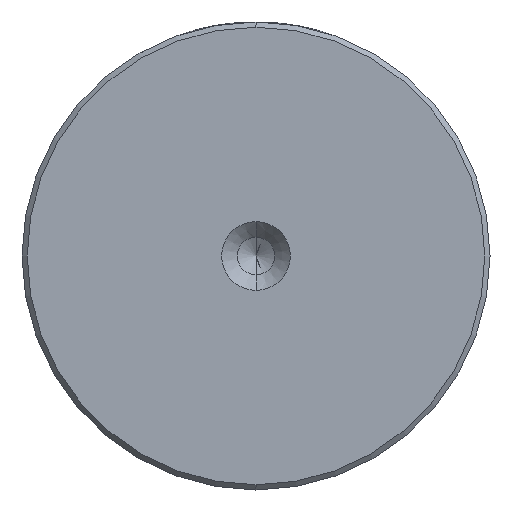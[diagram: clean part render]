
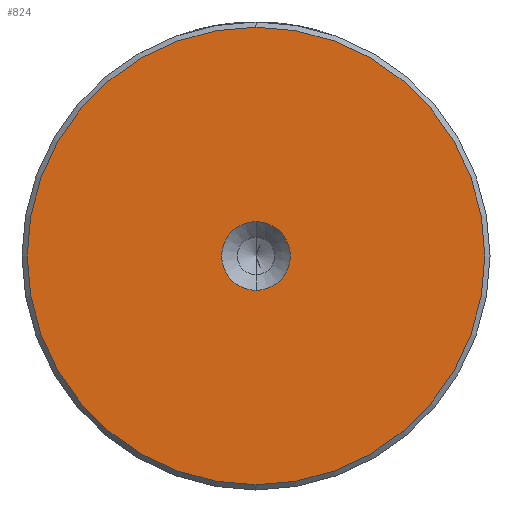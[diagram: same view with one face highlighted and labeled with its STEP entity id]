
A CAD part, left-side view. The second image highlights one B-rep face of the part: STEP entity #824.
In plain terms, the highlighted planar face has unit normal (-1, 0, 0).
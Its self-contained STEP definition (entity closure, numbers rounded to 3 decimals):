
#10 = VERTEX_POINT ( 'NONE', #723 ) ;
#38 = CARTESIAN_POINT ( 'NONE',  ( 0., 0., 0. ) ) ;
#238 = CARTESIAN_POINT ( 'NONE',  ( 0., 0., -22. ) ) ;
#265 = DIRECTION ( 'NONE',  ( 0., 0., 1. ) ) ;
#339 = DIRECTION ( 'NONE',  ( -1., 0., 0. ) ) ;
#377 = AXIS2_PLACEMENT_3D ( 'NONE', #1788, #449, #2006 ) ;
#449 = DIRECTION ( 'NONE',  ( -1., 0., 0. ) ) ;
#553 = FACE_OUTER_BOUND ( 'NONE', #2536, .T. ) ;
#723 = CARTESIAN_POINT ( 'NONE',  ( 0., 0., -3.3 ) ) ;
#734 = VERTEX_POINT ( 'NONE', #2760 ) ;
#824 = ADVANCED_FACE ( 'NONE', ( #553, #1674 ), #1938, .T. ) ;
#859 = EDGE_CURVE ( 'NONE', #10, #2731, #1589, .T. ) ;
#1043 = EDGE_CURVE ( 'NONE', #2731, #10, #1251, .T. ) ;
#1111 = ORIENTED_EDGE ( 'NONE', *, *, #1043, .F. ) ;
#1126 = ORIENTED_EDGE ( 'NONE', *, *, #1747, .T. ) ;
#1188 = VERTEX_POINT ( 'NONE', #238 ) ;
#1215 = CARTESIAN_POINT ( 'NONE',  ( 0., 0., 0. ) ) ;
#1251 = CIRCLE ( 'NONE', #1323, 3.3 ) ;
#1261 = CARTESIAN_POINT ( 'NONE',  ( 0., 0., 0. ) ) ;
#1296 = DIRECTION ( 'NONE',  ( -1., 0., 0. ) ) ;
#1323 = AXIS2_PLACEMENT_3D ( 'NONE', #1673, #339, #1893 ) ;
#1439 = DIRECTION ( 'NONE',  ( 0., 0., 1. ) ) ;
#1506 = ORIENTED_EDGE ( 'NONE', *, *, #2142, .T. ) ;
#1537 = ORIENTED_EDGE ( 'NONE', *, *, #859, .F. ) ;
#1589 = CIRCLE ( 'NONE', #2840, 3.3 ) ;
#1591 = DIRECTION ( 'NONE',  ( -1., 0., 0. ) ) ;
#1617 = CIRCLE ( 'NONE', #377, 22. ) ;
#1673 = CARTESIAN_POINT ( 'NONE',  ( 0., 0., 0. ) ) ;
#1674 = FACE_BOUND ( 'NONE', #2017, .T. ) ;
#1747 = EDGE_CURVE ( 'NONE', #734, #1188, #1617, .T. ) ;
#1788 = CARTESIAN_POINT ( 'NONE',  ( 0., 0., 0. ) ) ;
#1804 = AXIS2_PLACEMENT_3D ( 'NONE', #1215, #2744, #1439 ) ;
#1893 = DIRECTION ( 'NONE',  ( 0., 0., 1. ) ) ;
#1938 = PLANE ( 'NONE',  #2561 ) ;
#2006 = DIRECTION ( 'NONE',  ( 0., 0., 1. ) ) ;
#2017 = EDGE_LOOP ( 'NONE', ( #1111, #1537 ) ) ;
#2113 = CARTESIAN_POINT ( 'NONE',  ( 0., 0., 3.3 ) ) ;
#2142 = EDGE_CURVE ( 'NONE', #1188, #734, #2772, .T. ) ;
#2536 = EDGE_LOOP ( 'NONE', ( #1506, #1126 ) ) ;
#2561 = AXIS2_PLACEMENT_3D ( 'NONE', #1261, #1296, #2821 ) ;
#2731 = VERTEX_POINT ( 'NONE', #2113 ) ;
#2744 = DIRECTION ( 'NONE',  ( -1., 0., 0. ) ) ;
#2760 = CARTESIAN_POINT ( 'NONE',  ( 0., 0., 22. ) ) ;
#2772 = CIRCLE ( 'NONE', #1804, 22. ) ;
#2821 = DIRECTION ( 'NONE',  ( 0., 0., 1. ) ) ;
#2840 = AXIS2_PLACEMENT_3D ( 'NONE', #38, #1591, #265 ) ;
